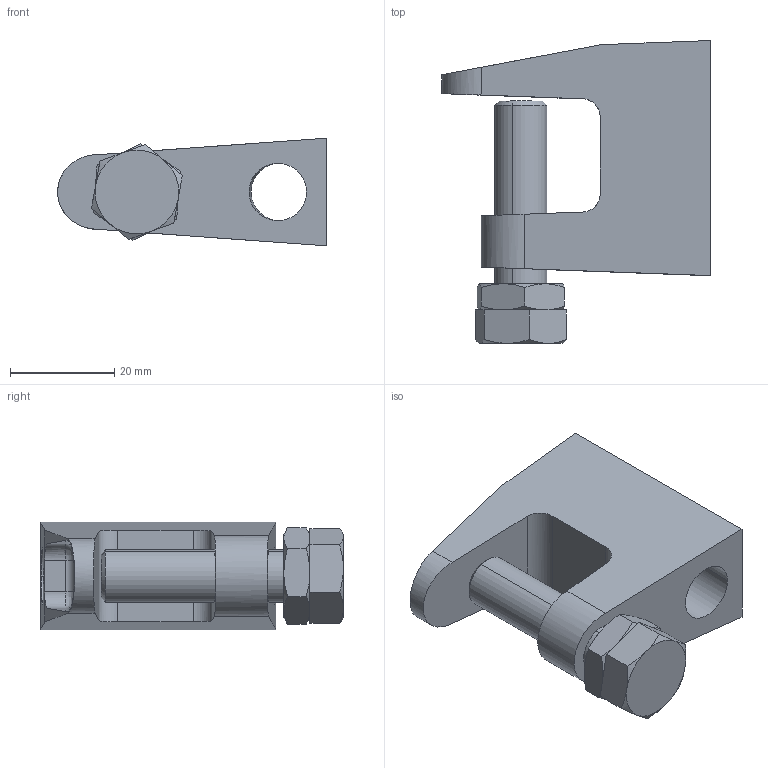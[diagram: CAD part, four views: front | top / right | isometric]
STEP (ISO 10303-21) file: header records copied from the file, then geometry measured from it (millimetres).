
FILE_DESCRIPTION (( 'STEP AP214' ), '1' );
FILE_NAME ('R861-105.STEP', '2024-08-30T12:33:27', ( '' ), ( '' ), 'SwSTEP 2.0', 'SolidWorks 2024', '' );
FILE_SCHEMA (( 'AUTOMOTIVE_DESIGN' ));
Length unit declared in the file: millimetre
Products named in the file (1): R861-105
Bounding box: 51.43 x 57.96 x 20.62 mm (x, y, z)
Volume: 21434.7 mm3; surface area: 10950.4 mm2
Topology: 3 solids, 3 shells, 100 faces, 242 edges, 148 vertices
Faces by surface type: plane 36, bspline 27, cone 24, cylinder 13
Entity records: 3773 total; most frequent: CARTESIAN_POINT 1744, ORIENTED_EDGE 484, DIRECTION 318, EDGE_CURVE 242, VERTEX_POINT 148, AXIS2_PLACEMENT_3D 112, EDGE_LOOP 108, ADVANCED_FACE 100
